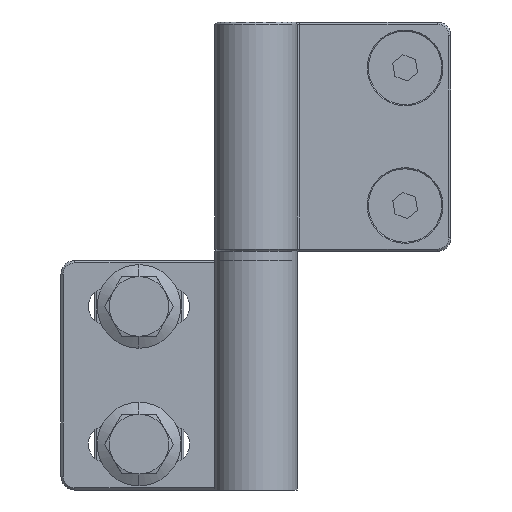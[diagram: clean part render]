
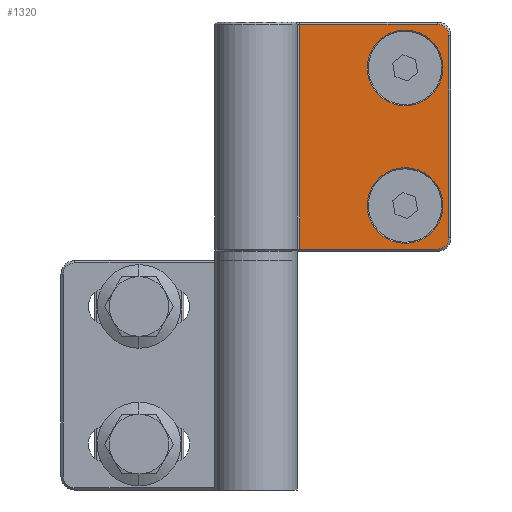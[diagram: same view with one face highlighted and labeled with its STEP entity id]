
A CAD part, front view. The second image highlights one B-rep face of the part: STEP entity #1320.
In plain terms, the highlighted planar face has unit normal (0, -1, 0).
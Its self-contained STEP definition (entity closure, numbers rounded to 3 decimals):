
#1320=ADVANCED_FACE('NONE',(#3640,#3641,#3642),#3643,.F.);
#3640=FACE_OUTER_BOUND('',#7037,.T.);
#3641=FACE_BOUND('',#7038,.T.);
#3642=FACE_BOUND('',#7039,.T.);
#3643=PLANE('',#7040);
#7037=EDGE_LOOP('',(#10626,#10627,#10628,#10629,#10630,#10631));
#7038=EDGE_LOOP('',(#10632,#10633));
#7039=EDGE_LOOP('',(#10634,#10635));
#7040=AXIS2_PLACEMENT_3D('',#10636,#10637,#10638);
#10626=ORIENTED_EDGE('',*,*,#19523,.T.);
#10627=ORIENTED_EDGE('',*,*,#19524,.T.);
#10628=ORIENTED_EDGE('',*,*,#19525,.T.);
#10629=ORIENTED_EDGE('',*,*,#19526,.T.);
#10630=ORIENTED_EDGE('',*,*,#19527,.T.);
#10631=ORIENTED_EDGE('',*,*,#19528,.T.);
#10632=ORIENTED_EDGE('',*,*,#19529,.F.);
#10633=ORIENTED_EDGE('',*,*,#19454,.F.);
#10634=ORIENTED_EDGE('',*,*,#19530,.F.);
#10635=ORIENTED_EDGE('',*,*,#19467,.F.);
#10636=CARTESIAN_POINT('',(42.5,4.,1.));
#10637=DIRECTION('',(0.0,1.0,0.0));
#10638=DIRECTION('',(1.0,0.0,-0.0));
#19454=EDGE_CURVE('NONE',#22975,#22977,#22978,.T.);
#19467=EDGE_CURVE('NONE',#22996,#22998,#22999,.T.);
#19523=EDGE_CURVE('NONE',#23089,#23090,#23091,.T.);
#19524=EDGE_CURVE('NONE',#23090,#23092,#23093,.T.);
#19525=EDGE_CURVE('NONE',#23092,#23094,#23095,.T.);
#19526=EDGE_CURVE('NONE',#23094,#23096,#23097,.T.);
#19527=EDGE_CURVE('NONE',#23096,#23098,#23099,.T.);
#19528=EDGE_CURVE('NONE',#23098,#23089,#23100,.T.);
#19529=EDGE_CURVE('NONE',#22977,#22975,#23101,.T.);
#19530=EDGE_CURVE('NONE',#22998,#22996,#23102,.T.);
#22975=VERTEX_POINT('NONE',#27779);
#22977=VERTEX_POINT('NONE',#27782);
#22978=CIRCLE('',#27783,8.25);
#22996=VERTEX_POINT('NONE',#27806);
#22998=VERTEX_POINT('NONE',#27809);
#22999=CIRCLE('',#27810,8.25);
#23089=VERTEX_POINT('NONE',#27927);
#23090=VERTEX_POINT('NONE',#27928);
#23091=LINE('',#27929,#27930);
#23092=VERTEX_POINT('NONE',#27931);
#23093=LINE('',#27932,#27933);
#23094=VERTEX_POINT('NONE',#27934);
#23095=CIRCLE('',#27935,2.5);
#23096=VERTEX_POINT('NONE',#27936);
#23097=LINE('',#27937,#27938);
#23098=VERTEX_POINT('NONE',#27939);
#23099=CIRCLE('',#27940,2.5);
#23100=LINE('',#27941,#27942);
#23101=CIRCLE('',#27943,8.25);
#23102=CIRCLE('',#27944,8.25);
#27779=CARTESIAN_POINT('',(32.5,4.,19.25));
#27782=CARTESIAN_POINT('',(32.5,4.,2.75));
#27783=AXIS2_PLACEMENT_3D('',#34567,#34568,#34569);
#27806=CARTESIAN_POINT('',(32.5,4.,49.25));
#27809=CARTESIAN_POINT('',(32.5,4.,32.75));
#27810=AXIS2_PLACEMENT_3D('',#34585,#34586,#34587);
#27927=CARTESIAN_POINT('',(9.5,4.,50.5));
#27928=CARTESIAN_POINT('',(9.5,4.,1.5));
#27929=CARTESIAN_POINT('',(9.5,4.,1.));
#27930=VECTOR('',#34669,1000.0);
#27931=CARTESIAN_POINT('',(39.5,4.,1.5));
#27932=CARTESIAN_POINT('',(39.5,4.,1.5));
#27933=VECTOR('',#34670,1000.0);
#27934=CARTESIAN_POINT('',(42.0,4.,4.));
#27935=AXIS2_PLACEMENT_3D('',#34671,#34672,#34673);
#27936=CARTESIAN_POINT('',(42.0,4.,48.0));
#27937=CARTESIAN_POINT('',(42.0,4.,1.));
#27938=VECTOR('',#34674,1000.0);
#27939=CARTESIAN_POINT('',(39.5,4.,50.5));
#27940=AXIS2_PLACEMENT_3D('',#34675,#34676,#34677);
#27941=CARTESIAN_POINT('',(42.5,4.,50.5));
#27942=VECTOR('',#34678,1000.0);
#27943=AXIS2_PLACEMENT_3D('',#34679,#34680,#34681);
#27944=AXIS2_PLACEMENT_3D('',#34682,#34683,#34684);
#34567=CARTESIAN_POINT('',(32.5,4.,11.0));
#34568=DIRECTION('',(0.0,-1.0,0.0));
#34569=DIRECTION('',(0.0,0.0,-1.0));
#34585=CARTESIAN_POINT('',(32.5,4.,41.0));
#34586=DIRECTION('',(0.0,-1.0,0.0));
#34587=DIRECTION('',(0.0,0.0,-1.0));
#34669=DIRECTION('',(0.0,0.0,-1.0));
#34670=DIRECTION('',(1.0,0.0,0.0));
#34671=CARTESIAN_POINT('',(39.5,4.,4.));
#34672=DIRECTION('',(0.0,-1.0,0.0));
#34673=DIRECTION('',(0.0,0.0,1.0));
#34674=DIRECTION('',(0.0,0.0,1.0));
#34675=CARTESIAN_POINT('',(39.5,4.,48.0));
#34676=DIRECTION('',(0.0,-1.0,0.0));
#34677=DIRECTION('',(0.0,0.0,1.0));
#34678=DIRECTION('',(-1.0,0.0,0.0));
#34679=CARTESIAN_POINT('',(32.5,4.,11.0));
#34680=DIRECTION('',(0.0,-1.0,0.0));
#34681=DIRECTION('',(0.0,0.0,-1.0));
#34682=CARTESIAN_POINT('',(32.5,4.,41.0));
#34683=DIRECTION('',(0.0,-1.0,0.0));
#34684=DIRECTION('',(0.0,0.0,-1.0));
